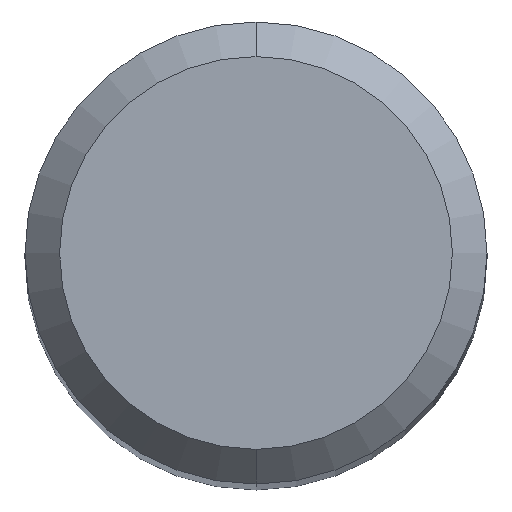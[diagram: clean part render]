
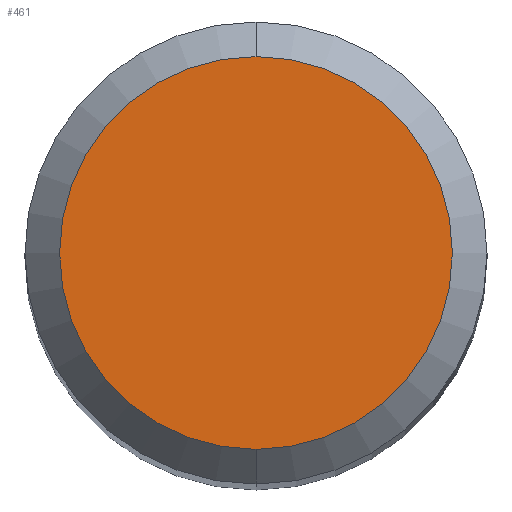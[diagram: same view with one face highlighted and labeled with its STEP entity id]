
A CAD part, top view. The second image highlights one B-rep face of the part: STEP entity #461.
In plain terms, the highlighted planar face has unit normal (0, 0, 1).
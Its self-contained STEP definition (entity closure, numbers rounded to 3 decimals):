
#461=ADVANCED_FACE('',(#1288),#1289,.T.);
#891=EDGE_CURVE('',#1083,#979,#1758,.T.);
#961=EDGE_CURVE('',#979,#1083,#1837,.T.);
#979=VERTEX_POINT('',#1856);
#1083=VERTEX_POINT('',#1969);
#1288=FACE_OUTER_BOUND('',#2223,.T.);
#1289=PLANE('',#2224);
#1758=CIRCLE('',#4498,1.7);
#1837=CIRCLE('',#4775,1.7);
#1856=CARTESIAN_POINT('',(0.0,1.7,0.0));
#1969=CARTESIAN_POINT('',(0.,-1.7,0.0));
#2223=EDGE_LOOP('',(#5888,#5889));
#2224=AXIS2_PLACEMENT_3D('',#5890,#5891,#5892);
#4498=AXIS2_PLACEMENT_3D('',#6385,#6386,#6387);
#4775=AXIS2_PLACEMENT_3D('',#6518,#6519,#6520);
#5888=ORIENTED_EDGE('',*,*,#961,.F.);
#5889=ORIENTED_EDGE('',*,*,#891,.F.);
#5890=CARTESIAN_POINT('',(0.0,0.85,0.0));
#5891=DIRECTION('',(-0.0,0.0,1.0));
#5892=DIRECTION('',(0.0,-1.0,0.0));
#6385=CARTESIAN_POINT('',(0.0,0.0,0.0));
#6386=DIRECTION('',(0.0,0.0,-1.0));
#6387=DIRECTION('',(0.0,1.0,0.0));
#6518=CARTESIAN_POINT('',(0.0,0.0,0.0));
#6519=DIRECTION('',(0.0,0.0,-1.0));
#6520=DIRECTION('',(0.0,1.0,0.0));
